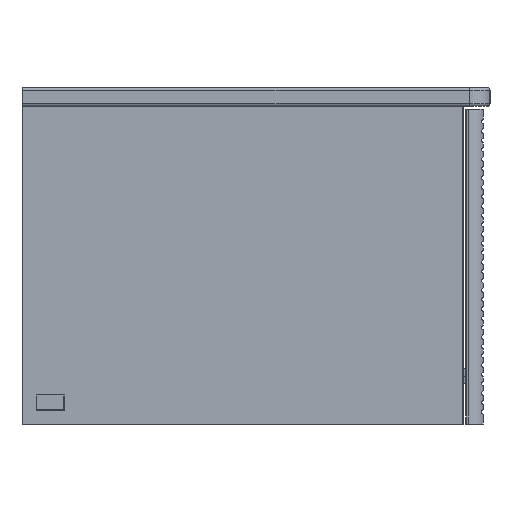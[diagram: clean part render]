
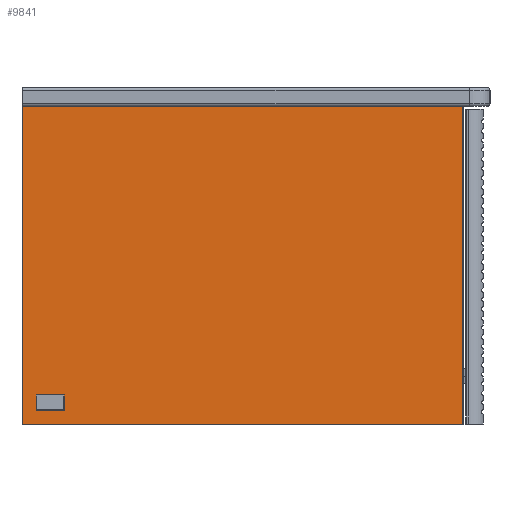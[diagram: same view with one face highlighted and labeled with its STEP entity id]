
A CAD part, left-side view. The second image highlights one B-rep face of the part: STEP entity #9841.
In plain terms, the highlighted planar face has unit normal (-1, 0, 0).
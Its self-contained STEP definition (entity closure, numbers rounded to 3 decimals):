
#9690=CARTESIAN_POINT('',(56337.033,-7337.93,170.0));
#9691=VERTEX_POINT('',#9690);
#9698=CARTESIAN_POINT('',(56337.033,-7337.93,-170.0));
#9699=VERTEX_POINT('',#9698);
#9700=CARTESIAN_POINT('',(56337.033,-7337.93,170.0));
#9701=DIRECTION('',(0.0,0.0,-1.0));
#9702=VECTOR('',#9701,340.0);
#9703=LINE('',#9700,#9702);
#9704=EDGE_CURVE('',#9691,#9699,#9703,.T.);
#9760=CARTESIAN_POINT('',(56337.033,-6866.93,-170.0));
#9761=VERTEX_POINT('',#9760);
#9762=CARTESIAN_POINT('',(56337.033,-6866.93,-170.0));
#9763=DIRECTION('',(0.0,-1.0,0.0));
#9764=VECTOR('',#9763,471.0);
#9765=LINE('',#9762,#9764);
#9766=EDGE_CURVE('',#9761,#9699,#9765,.T.);
#9818=CARTESIAN_POINT('',(56337.033,-7102.43,-170.001));
#9819=DIRECTION('',(-1.0,0.0,0.0));
#9820=DIRECTION('',(0.0,0.0,1.0));
#9821=AXIS2_PLACEMENT_3D('',#9818,#9819,#9820);
#9822=PLANE('',#9821);
#9823=ORIENTED_EDGE('',*,*,#9704,.F.);
#9824=CARTESIAN_POINT('',(56337.033,-6866.93,170.0));
#9825=VERTEX_POINT('',#9824);
#9826=CARTESIAN_POINT('',(56337.033,-6866.93,170.0));
#9827=DIRECTION('',(0.0,-1.0,0.0));
#9828=VECTOR('',#9827,471.0);
#9829=LINE('',#9826,#9828);
#9830=EDGE_CURVE('',#9825,#9691,#9829,.T.);
#9831=ORIENTED_EDGE('',*,*,#9830,.F.);
#9832=CARTESIAN_POINT('',(56337.033,-6866.93,-170.0));
#9833=DIRECTION('',(0.0,0.0,1.0));
#9834=VECTOR('',#9833,340.0);
#9835=LINE('',#9832,#9834);
#9836=EDGE_CURVE('',#9761,#9825,#9835,.T.);
#9837=ORIENTED_EDGE('',*,*,#9836,.F.);
#9838=ORIENTED_EDGE('',*,*,#9766,.T.);
#9839=EDGE_LOOP('',(#9823,#9831,#9837,#9838));
#9840=FACE_OUTER_BOUND('',#9839,.T.);
#9841=ADVANCED_FACE('',(#9840),#9822,.T.);
